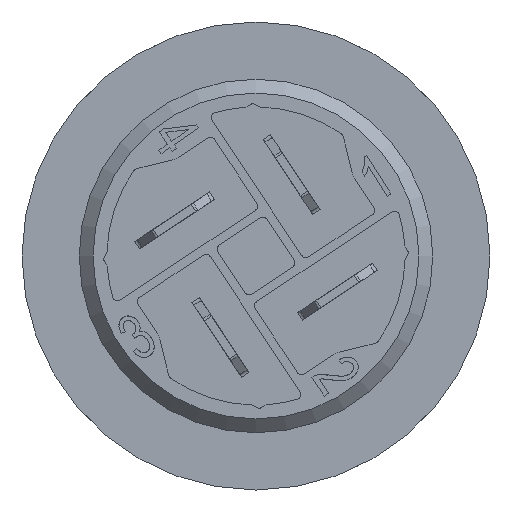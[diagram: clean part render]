
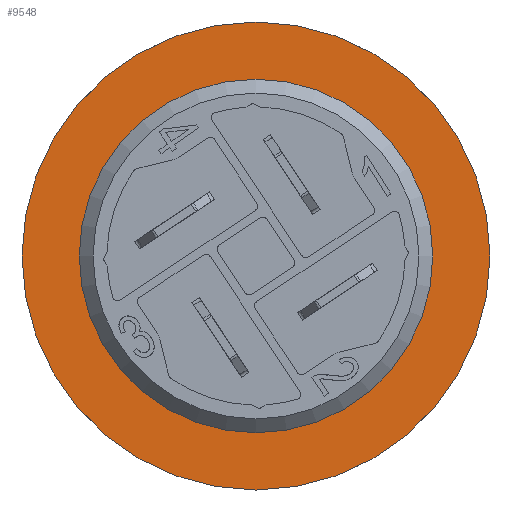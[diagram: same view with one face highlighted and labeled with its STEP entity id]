
A CAD part, front view. The second image highlights one B-rep face of the part: STEP entity #9548.
In plain terms, the highlighted planar face has unit normal (0, -1, 0).
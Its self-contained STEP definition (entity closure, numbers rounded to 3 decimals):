
#9548=ADVANCED_FACE('',(#10123,#10124),#9968,.T.);
#9968=PLANE('',#21570);
#10123=FACE_BOUND('',#10797,.T.);
#10124=FACE_BOUND('',#10798,.T.);
#10797=EDGE_LOOP('',(#14870));
#10798=EDGE_LOOP('',(#14871));
#14870=ORIENTED_EDGE('',*,*,#19250,.T.);
#14871=ORIENTED_EDGE('',*,*,#19251,.F.);
#17019=VERTEX_POINT('',#32381);
#17020=VERTEX_POINT('',#32383);
#19250=EDGE_CURVE('',#17019,#17019,#20256,.T.);
#19251=EDGE_CURVE('',#17020,#17020,#20257,.T.);
#20256=CIRCLE('',#21568,10.2);
#20257=CIRCLE('',#21569,13.5);
#21568=AXIS2_PLACEMENT_3D('',#32380,#24976,#24977);
#21569=AXIS2_PLACEMENT_3D('',#32382,#24978,#24979);
#21570=AXIS2_PLACEMENT_3D('',#32384,#24980,#24981);
#24976=DIRECTION('',(0.,1.,0.));
#24977=DIRECTION('',(0.,0.,-1.));
#24978=DIRECTION('',(0.,1.,0.));
#24979=DIRECTION('',(1.,0.,0.));
#24980=DIRECTION('',(0.,-1.,0.));
#24981=DIRECTION('',(0.,0.,1.));
#32380=CARTESIAN_POINT('',(-21.97,-128.563,-132.162));
#32381=CARTESIAN_POINT('',(-21.97,-128.563,-142.362));
#32382=CARTESIAN_POINT('',(-21.97,-128.563,-132.162));
#32383=CARTESIAN_POINT('',(-8.47,-128.563,-132.162));
#32384=CARTESIAN_POINT('',(-7.795,-128.563,-146.337));
